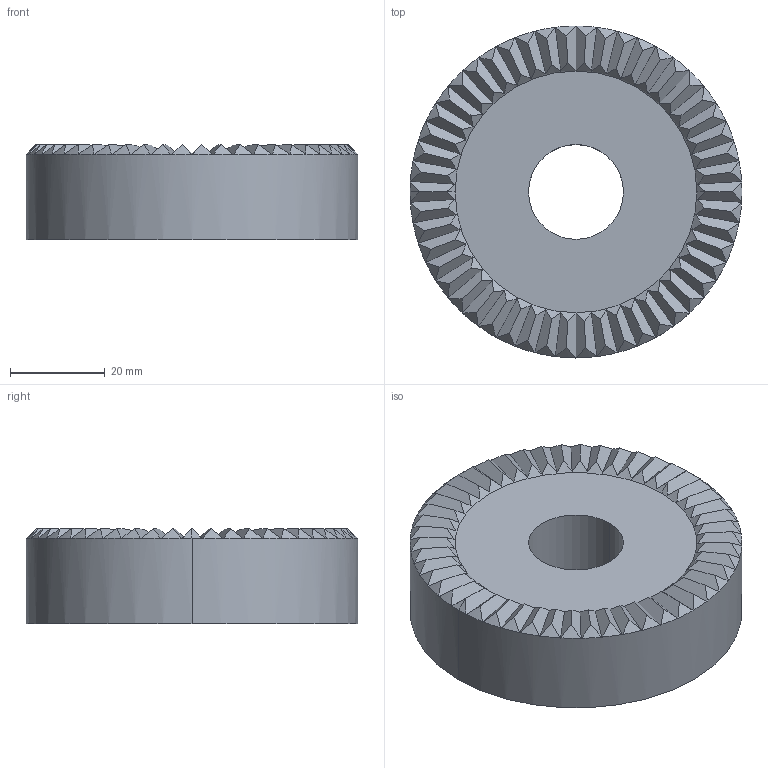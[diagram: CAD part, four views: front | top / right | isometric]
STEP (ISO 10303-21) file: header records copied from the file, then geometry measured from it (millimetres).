
FILE_DESCRIPTION (( 'STEP AP203' ), '1' );
FILE_NAME ('rondelle crante.STEP', '2017-09-07T08:33:35', ( 'jtc' ), ( 'Hewlett-Packard Company' ), 'SwSTEP 2.0', 'SolidWorks 2016', '' );
FILE_SCHEMA (( 'CONFIG_CONTROL_DESIGN' ));
Length unit declared in the file: millimetre
Products named in the file (1): rondelle crante
Bounding box: 70 x 70 x 20.05 mm (x, y, z)
Volume: 65186.8 mm3; surface area: 12906.5 mm2
Topology: 1 solids, 1 shells, 159 faces, 467 edges, 310 vertices
Faces by surface type: plane 102, cone 53, cylinder 4
Entity records: 5510 total; most frequent: CARTESIAN_POINT 1837, ORIENTED_EDGE 934, DIRECTION 547, EDGE_CURVE 467, VERTEX_POINT 310, AXIS2_PLACEMENT_3D 220, B_SPLINE_CURVE_WITH_KNOTS 200, EDGE_LOOP 161
